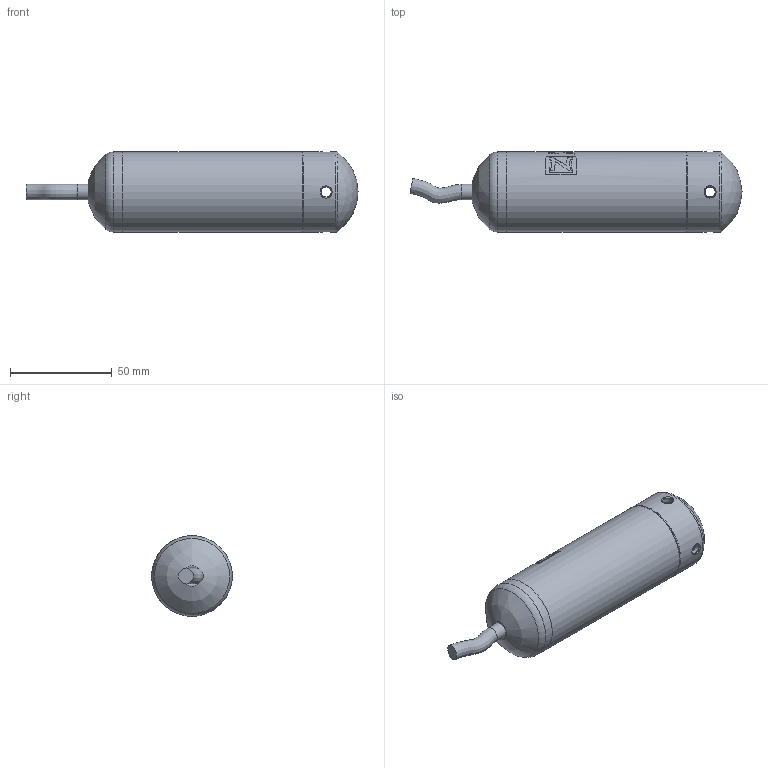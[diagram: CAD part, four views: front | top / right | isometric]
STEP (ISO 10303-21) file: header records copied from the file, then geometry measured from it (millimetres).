
FILE_DESCRIPTION(/* description */ (''),/* implementation_level */ '2;1');
FILE_NAME(/* name */ 'ALZ3740_standard.step',/* time_stamp */ '2021-07-27T16:52:05+03:00',/* author */ (''),/* organization */ (''),/* preprocessor_version */ 'ST-DEVELOPER v18.1',/* originating_system */ 'Autodesk Translation Framework v10.9.0.1377',/* authorisation */ '');
FILE_SCHEMA (('AUTOMOTIVE_DESIGN { 1 0 10303 214 3 1 1 }'));
Length unit declared in the file: millimetre
Products named in the file (3): АЛЗ 3740 - filled; ALZ; Cover
Assembly tree (2 placements, depth 2):
  АЛЗ 3740 - filled
    ALZ
    Cover
Bounding box: 163.54 x 39.7 x 39.7 mm (x, y, z)
Volume: 144329.7 mm3; surface area: 23630.6 mm2
Topology: 3 solids, 3 shells, 286 faces, 772 edges, 513 vertices
Faces by surface type: bspline 210, cylinder 37, plane 23, torus 11, cone 4, sphere 1
Full cylindrical faces by diameter (mm): 5 x4, 7.6 x2, 26.5 x1, 30 x1, 34 x1, 38.2 x1, 38.4 x2, 38.6 x2, 39.5 x2, 39.7 x1
Entity records: 13466 total; most frequent: CARTESIAN_POINT 7598, ORIENTED_EDGE 1544, EDGE_CURVE 772, DIRECTION 557, VERTEX_POINT 513, B_SPLINE_CURVE_WITH_KNOTS 448, EDGE_LOOP 316, FACE_OUTER_BOUND 286
